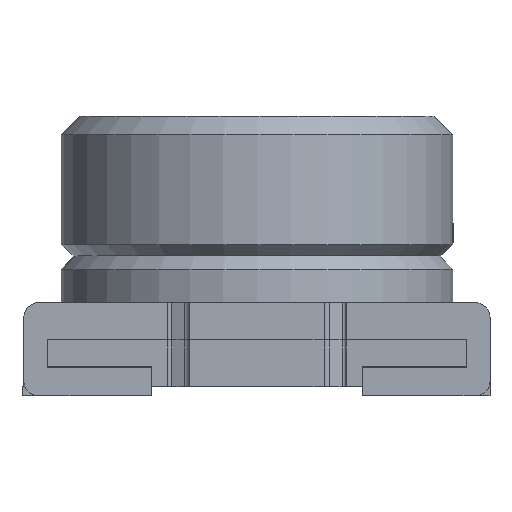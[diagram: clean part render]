
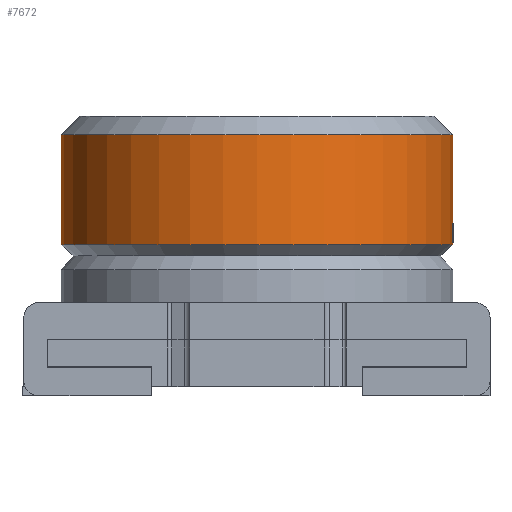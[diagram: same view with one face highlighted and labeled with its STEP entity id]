
A CAD part, left-side view. The second image highlights one B-rep face of the part: STEP entity #7672.
In plain terms, the highlighted cylindrical face has radius 1.05 mm (diameter 2.1 mm), a full revolution.
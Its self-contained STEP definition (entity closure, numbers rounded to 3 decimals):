
#677=CIRCLE('',#8204,1.05);
#678=CIRCLE('',#8205,1.05);
#679=CIRCLE('',#8207,1.05);
#680=CIRCLE('',#8208,1.05);
#781=CYLINDRICAL_SURFACE('',#8206,1.05);
#854=FACE_OUTER_BOUND('',#1251,.T.);
#1251=EDGE_LOOP('',(#4992,#4993,#4994,#4995,#4996,#4997));
#1732=LINE('',#10246,#2341);
#2341=VECTOR('',#8792,1.05);
#2959=VERTEX_POINT('',#10236);
#2960=VERTEX_POINT('',#10237);
#2961=VERTEX_POINT('',#10242);
#2962=VERTEX_POINT('',#10243);
#3757=EDGE_CURVE('',#2959,#2960,#677,.T.);
#3758=EDGE_CURVE('',#2960,#2959,#678,.T.);
#3760=EDGE_CURVE('',#2961,#2962,#679,.T.);
#3761=EDGE_CURVE('',#2962,#2961,#680,.T.);
#3762=EDGE_CURVE('',#2962,#2959,#1732,.T.);
#4992=ORIENTED_EDGE('',*,*,#3760,.F.);
#4993=ORIENTED_EDGE('',*,*,#3761,.F.);
#4994=ORIENTED_EDGE('',*,*,#3762,.T.);
#4995=ORIENTED_EDGE('',*,*,#3757,.T.);
#4996=ORIENTED_EDGE('',*,*,#3758,.T.);
#4997=ORIENTED_EDGE('',*,*,#3762,.F.);
#7672=ADVANCED_FACE('',(#854),#781,.T.);
#8204=AXIS2_PLACEMENT_3D('',#10238,#8781,#8782);
#8205=AXIS2_PLACEMENT_3D('',#10239,#8783,#8784);
#8206=AXIS2_PLACEMENT_3D('',#10241,#8786,#8787);
#8207=AXIS2_PLACEMENT_3D('',#10244,#8788,#8789);
#8208=AXIS2_PLACEMENT_3D('',#10245,#8790,#8791);
#8781=DIRECTION('center_axis',(0.,0.,1.));
#8782=DIRECTION('ref_axis',(1.,0.,0.));
#8783=DIRECTION('center_axis',(0.,0.,1.));
#8784=DIRECTION('ref_axis',(1.,0.,0.));
#8786=DIRECTION('center_axis',(0.,0.,1.));
#8787=DIRECTION('ref_axis',(1.,0.,0.));
#8788=DIRECTION('center_axis',(0.,0.,1.));
#8789=DIRECTION('ref_axis',(-1.,0.,0.));
#8790=DIRECTION('center_axis',(0.,0.,1.));
#8791=DIRECTION('ref_axis',(-1.,0.,0.));
#8792=DIRECTION('',(0.,0.,-1.));
#10236=CARTESIAN_POINT('',(-1.05,0.,0.811));
#10237=CARTESIAN_POINT('',(1.05,0.,0.811));
#10238=CARTESIAN_POINT('Origin',(0.,0.,0.811));
#10239=CARTESIAN_POINT('Origin',(0.,0.,0.811));
#10241=CARTESIAN_POINT('Origin',(0.,0.,0.5));
#10242=CARTESIAN_POINT('',(1.05,0.,1.4));
#10243=CARTESIAN_POINT('',(-1.05,0.,1.4));
#10244=CARTESIAN_POINT('Origin',(0.,0.,1.4));
#10245=CARTESIAN_POINT('Origin',(0.,0.,1.4));
#10246=CARTESIAN_POINT('',(-1.05,0.,0.5));
